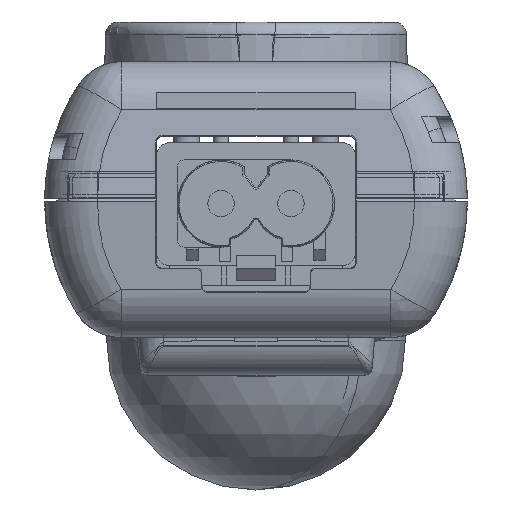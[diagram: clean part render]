
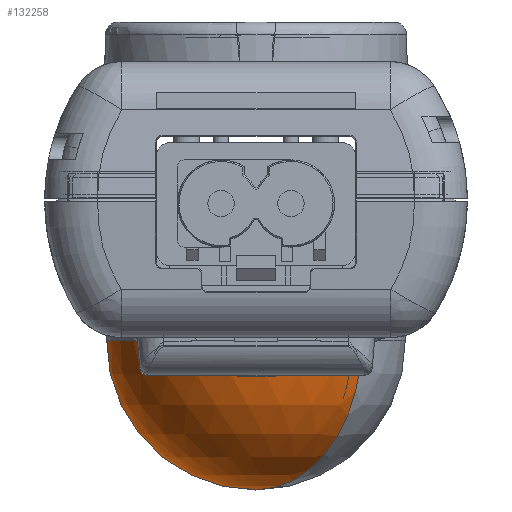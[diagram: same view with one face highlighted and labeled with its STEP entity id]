
A CAD part, left-side view. The second image highlights one B-rep face of the part: STEP entity #132258.
In plain terms, the highlighted spherical face has radius 11.35 mm.
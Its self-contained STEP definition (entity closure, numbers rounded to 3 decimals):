
#131576=CARTESIAN_POINT('',(0.,4.85,0.));
#131577=DIRECTION('',(0.,0.,-1.));
#131578=DIRECTION('',(-1.,0.,0.));
#131579=AXIS2_PLACEMENT_3D('',#131576,#131577,#131578);
#131586=CARTESIAN_POINT('',(0.,4.85,0.));
#131587=DIRECTION('',(0.,-1.,0.));
#131588=DIRECTION('',(-1.,0.,0.));
#131589=AXIS2_PLACEMENT_3D('',#131586,#131587,#131588);
#131591=CARTESIAN_POINT('',(0.,4.85,0.));
#131592=DIRECTION('',(0.,0.,1.));
#131593=DIRECTION('',(1.,0.,0.));
#131594=AXIS2_PLACEMENT_3D('',#131591,#131592,#131593);
#131751=CARTESIAN_POINT('',(-11.35,4.85,0.));
#131752=VERTEX_POINT('',#131751);
#131753=CARTESIAN_POINT('',(11.35,4.85,0.));
#131754=VERTEX_POINT('',#131753);
#131755=CARTESIAN_POINT('',(0.,16.2,0.));
#131756=VERTEX_POINT('',#131755);
#132248=CARTESIAN_POINT('',(0.,4.85,0.));
#132249=DIRECTION('',(0.,-1.,0.));
#132250=DIRECTION('',(-1.,0.,0.));
#132251=AXIS2_PLACEMENT_3D('',#132248,#132249,#132250);
#132252=SPHERICAL_SURFACE('',#132251,11.35);
#132253=ORIENTED_EDGE('',*,*,#132240,.F.);
#132254=ORIENTED_EDGE('',*,*,#132008,.T.);
#132255=ORIENTED_EDGE('',*,*,#132242,.T.);
#132256=EDGE_LOOP('',(#132253,#132254,#132255));
#132257=FACE_OUTER_BOUND('',#132256,.F.);
#132258=ADVANCED_FACE('',(#132257),#132252,.T.);
#131580=CIRCLE('',#131579,11.35);
#131590=CIRCLE('',#131589,11.35);
#131595=CIRCLE('',#131594,11.35);
#132008=EDGE_CURVE('',#131752,#131754,#131590,.T.);
#132240=EDGE_CURVE('',#131752,#131756,#131580,.T.);
#132242=EDGE_CURVE('',#131754,#131756,#131595,.T.);
